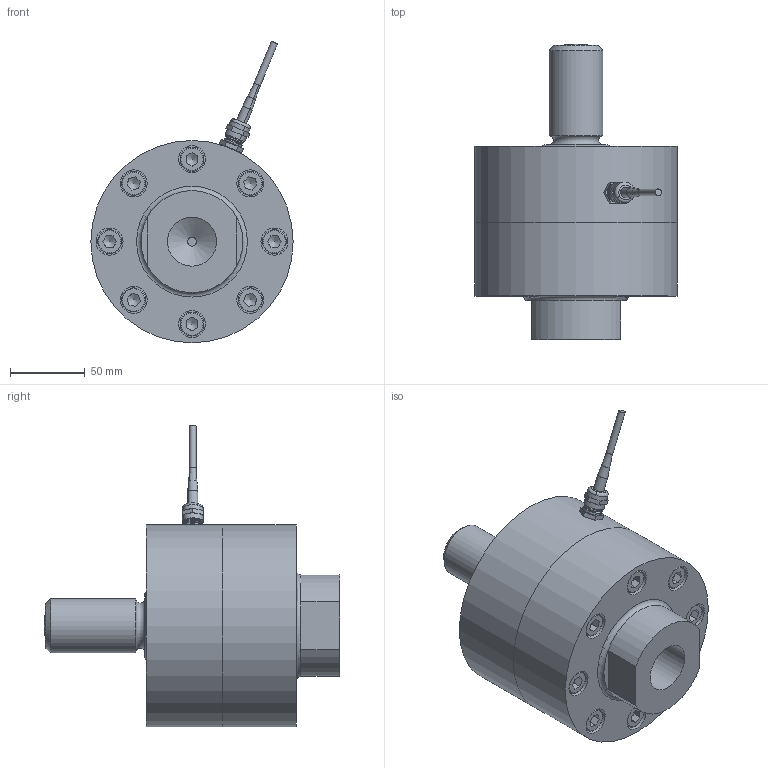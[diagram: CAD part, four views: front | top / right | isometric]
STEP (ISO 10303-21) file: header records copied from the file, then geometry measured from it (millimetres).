
FILE_DESCRIPTION( ( 'Unknown' ), '1' );
FILE_NAME( 'K1427-100kN.stp', 'Unknown', ( 'Unknown' ), ( 'Unknown' ), 'PSStep 17.0.49', 'Unknown', ' ' );
FILE_SCHEMA( ( 'AUTOMOTIVE_DESIGN { 1 0 10303 214 1 1 1 1 }' ) );
Length unit declared in the file: millimetre
Products named in the file (6): Assem1; 1630-001-Flansch; 1630-002-Flansch; pg7_doc-00007707; BOSS-DIN912_BN 7 M10x55; kabeldurchmesser4,5_doc-00036217
Assembly tree (12 placements, depth 2):
  Assem1
    1630-001-Flansch
    1630-002-Flansch
    pg7_doc-00007707
    BOSS-DIN912_BN 7 M10x55  x8
    kabeldurchmesser4,5_doc-00036217
Bounding box: 135 x 197 x 201.29 mm (x, y, z)
Volume: 1519620.2 mm3; surface area: 165160.2 mm2
Topology: 12 solids, 12 shells, 301 faces, 647 edges, 409 vertices
Faces by surface type: plane 139, cylinder 81, cone 52, torus 28, sphere 1
Full cylindrical faces by diameter (mm): 4.5 x1, 8.16 x8, 8.376 x8, 10 x16, 11 x8, 16 x8, 18 x8, 32.752 x1, 36 x1, 135 x2
Entity records: 5990 total; most frequent: CARTESIAN_POINT 1782, DIRECTION 522, ORIENTED_EDGE 518, EDGE_CURVE 259, AXIS2_PLACEMENT_3D 251, EDGE_LOOP 246, VERTEX_POINT 197, FACE_OUTER_BOUND 192
